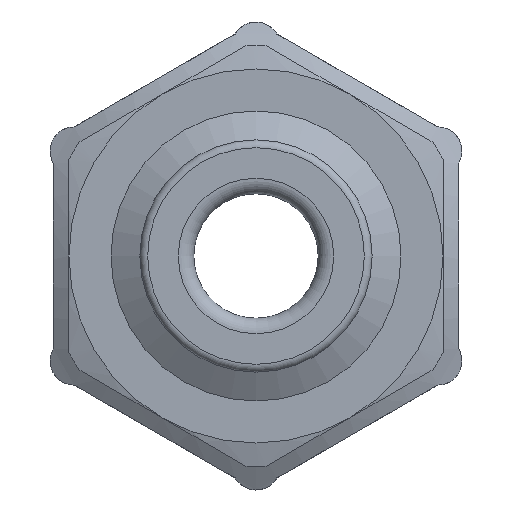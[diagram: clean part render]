
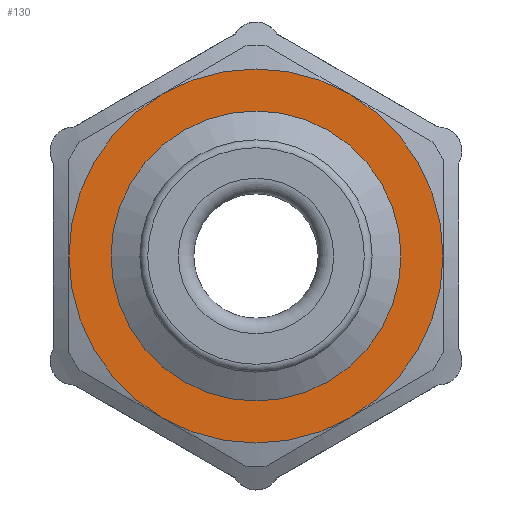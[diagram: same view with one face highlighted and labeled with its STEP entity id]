
A CAD part, left-side view. The second image highlights one B-rep face of the part: STEP entity #130.
In plain terms, the highlighted planar face has unit normal (-1, 0, 0).
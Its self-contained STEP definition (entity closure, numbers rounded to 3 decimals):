
#130 = ADVANCED_FACE( '', ( #262, #263 ), #264, .T. );
#262 = FACE_BOUND( '', #403, .T. );
#263 = FACE_OUTER_BOUND( '', #404, .T. );
#264 = PLANE( '', #405 );
#403 = EDGE_LOOP( '', ( #798 ) );
#404 = EDGE_LOOP( '', ( #799, #800, #801, #802, #803, #804 ) );
#405 = AXIS2_PLACEMENT_3D( '', #805, #806, #807 );
#798 = ORIENTED_EDGE( '', *, *, #956, .T. );
#799 = ORIENTED_EDGE( '', *, *, #944, .F. );
#800 = ORIENTED_EDGE( '', *, *, #947, .F. );
#801 = ORIENTED_EDGE( '', *, *, #950, .F. );
#802 = ORIENTED_EDGE( '', *, *, #940, .F. );
#803 = ORIENTED_EDGE( '', *, *, #941, .F. );
#804 = ORIENTED_EDGE( '', *, *, #942, .F. );
#805 = CARTESIAN_POINT( '', ( -6.1, 12., 0. ) );
#806 = DIRECTION( '', ( -1., 0., 0. ) );
#807 = DIRECTION( '', ( 0., 0., 1. ) );
#940 = EDGE_CURVE( '', #1018, #962, #1126, .T. );
#941 = EDGE_CURVE( '', #982, #1018, #1127, .T. );
#942 = EDGE_CURVE( '', #1128, #982, #1129, .T. );
#944 = EDGE_CURVE( '', #1131, #1128, #1132, .T. );
#947 = EDGE_CURVE( '', #1135, #1131, #1136, .T. );
#950 = EDGE_CURVE( '', #962, #1135, #1139, .T. );
#956 = EDGE_CURVE( '', #1149, #1149, #1150, .T. );
#962 = VERTEX_POINT( '', #1159 );
#982 = VERTEX_POINT( '', #1209 );
#1018 = VERTEX_POINT( '', #1302 );
#1126 = CIRCLE( '', #1740, 12. );
#1127 = CIRCLE( '', #1741, 12. );
#1128 = VERTEX_POINT( '', #1742 );
#1129 = CIRCLE( '', #1743, 12. );
#1131 = VERTEX_POINT( '', #1750 );
#1132 = CIRCLE( '', #1751, 12. );
#1135 = VERTEX_POINT( '', #1762 );
#1136 = CIRCLE( '', #1763, 12. );
#1139 = CIRCLE( '', #1776, 12. );
#1149 = VERTEX_POINT( '', #1791 );
#1150 = CIRCLE( '', #1792, 7.45 );
#1159 = CARTESIAN_POINT( '', ( -6.1, -6., -10.392 ) );
#1209 = CARTESIAN_POINT( '', ( -6.1, -6., 10.392 ) );
#1302 = CARTESIAN_POINT( '', ( -6.1, -12., 0. ) );
#1740 = AXIS2_PLACEMENT_3D( '', #1941, #1942, #1943 );
#1741 = AXIS2_PLACEMENT_3D( '', #1944, #1945, #1946 );
#1742 = CARTESIAN_POINT( '', ( -6.1, 6., 10.392 ) );
#1743 = AXIS2_PLACEMENT_3D( '', #1947, #1948, #1949 );
#1750 = CARTESIAN_POINT( '', ( -6.1, 12., 0. ) );
#1751 = AXIS2_PLACEMENT_3D( '', #1950, #1951, #1952 );
#1762 = CARTESIAN_POINT( '', ( -6.1, 6., -10.392 ) );
#1763 = AXIS2_PLACEMENT_3D( '', #1953, #1954, #1955 );
#1776 = AXIS2_PLACEMENT_3D( '', #1956, #1957, #1958 );
#1791 = CARTESIAN_POINT( '', ( -6.1, 0., -7.45 ) );
#1792 = AXIS2_PLACEMENT_3D( '', #1971, #1972, #1973 );
#1941 = CARTESIAN_POINT( '', ( -6.1, 0., 0. ) );
#1942 = DIRECTION( '', ( 1., 0., 0. ) );
#1943 = DIRECTION( '', ( 0., 0., -1. ) );
#1944 = CARTESIAN_POINT( '', ( -6.1, 0., 0. ) );
#1945 = DIRECTION( '', ( 1., 0., 0. ) );
#1946 = DIRECTION( '', ( 0., 0., -1. ) );
#1947 = CARTESIAN_POINT( '', ( -6.1, 0., 0. ) );
#1948 = DIRECTION( '', ( 1., 0., 0. ) );
#1949 = DIRECTION( '', ( 0., 0., -1. ) );
#1950 = CARTESIAN_POINT( '', ( -6.1, 0., 0. ) );
#1951 = DIRECTION( '', ( 1., 0., 0. ) );
#1952 = DIRECTION( '', ( 0., 0., -1. ) );
#1953 = CARTESIAN_POINT( '', ( -6.1, 0., 0. ) );
#1954 = DIRECTION( '', ( 1., 0., 0. ) );
#1955 = DIRECTION( '', ( 0., 0., -1. ) );
#1956 = CARTESIAN_POINT( '', ( -6.1, 0., 0. ) );
#1957 = DIRECTION( '', ( 1., 0., 0. ) );
#1958 = DIRECTION( '', ( 0., 0., -1. ) );
#1971 = CARTESIAN_POINT( '', ( -6.1, 0., 0. ) );
#1972 = DIRECTION( '', ( 1., 0., 0. ) );
#1973 = DIRECTION( '', ( 0., 0., -1. ) );
